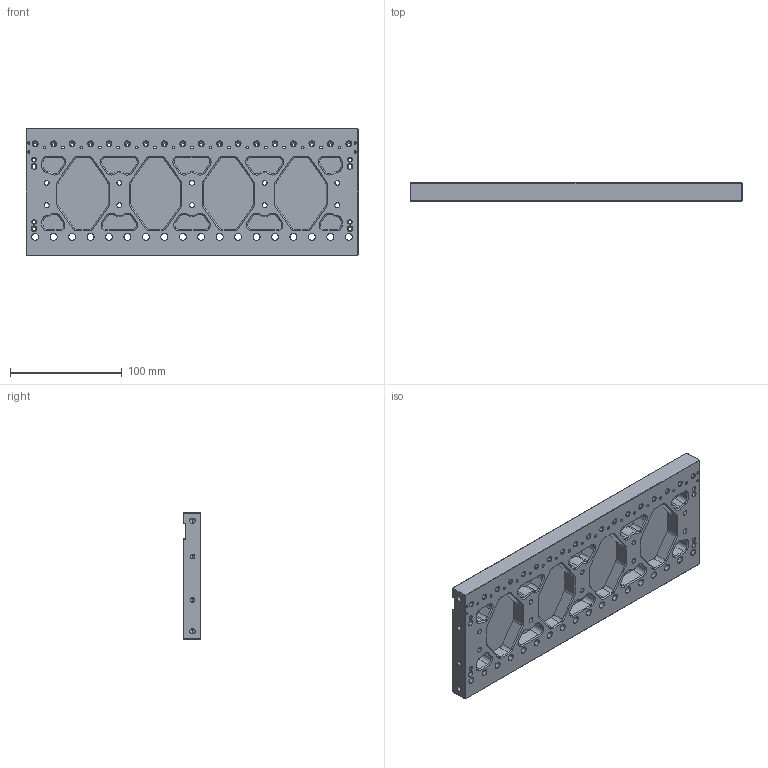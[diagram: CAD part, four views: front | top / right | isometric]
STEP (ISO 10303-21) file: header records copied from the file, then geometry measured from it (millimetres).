
FILE_DESCRIPTION (( 'STEP AP214' ), '1' );
FILE_NAME ('Yamaha_CL_BasePlate_18Feeder.STEP', '2024-01-16T08:53:51', ( '' ), ( '' ), 'SwSTEP 2.0', 'SolidWorks 2023', '' );
FILE_SCHEMA (( 'AUTOMOTIVE_DESIGN' ));
Length unit declared in the file: millimetre
Products named in the file (1): Yamaha_CL_BasePlate_18Feeder
Bounding box: 297 x 16 x 113.7 mm (x, y, z)
Volume: 360342.7 mm3; surface area: 114295.9 mm2
Topology: 1 solids, 1 shells, 1030 faces, 2496 edges, 1452 vertices
Faces by surface type: cone 457, cylinder 367, plane 206
Entity records: 31255 total; most frequent: CARTESIAN_POINT 5593, DIRECTION 5532, ORIENTED_EDGE 4852, EDGE_CURVE 2426, AXIS2_PLACEMENT_3D 2147, VERTEX_POINT 1452, LINE 1238, VECTOR 1238
